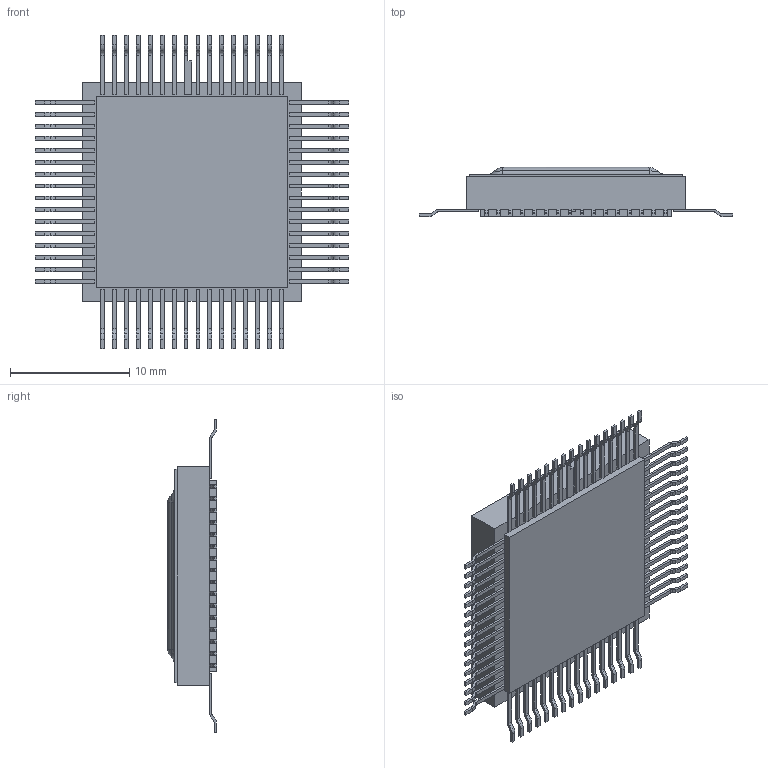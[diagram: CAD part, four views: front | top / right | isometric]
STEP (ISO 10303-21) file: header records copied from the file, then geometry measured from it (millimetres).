
FILE_DESCRIPTION(('STEP AP214'), '1');
FILE_NAME('User Library-H_18_64-1B__ _________', '2019-03-22T13:01:38', (''), (''), 'ASCON STEP Converter 1.3', 'ASCON Math Kernel', '');
FILE_SCHEMA(('AUTOMOTIVE_DESIGN { 1 0 10303 214 3 1 1}'));
Length unit declared in the file: millimetre
Products named in the file (1): User Library-H.18.64-1B
Bounding box: 26.3 x 4.11 x 26.3 mm (x, y, z)
Volume: 1253.9 mm3; surface area: 1750 mm2
Topology: 2 solids, 2 shells, 1046 faces, 2939 edges, 1910 vertices
Faces by surface type: plane 729, cylinder 264, bspline 53
Entity records: 46035 total; most frequent: CARTESIAN_POINT 10688, ORIENTED_EDGE 5870, DIRECTION 5284, EDGE_CURVE 2935, LINE 2272, VECTOR 2272, VERTEX_POINT 1910, AXIS2_PLACEMENT_3D 1506
